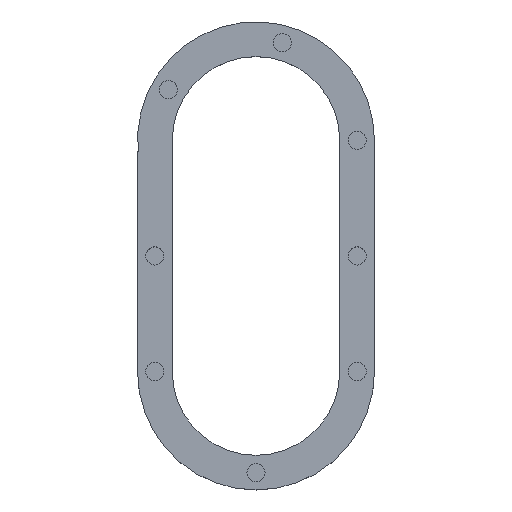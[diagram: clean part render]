
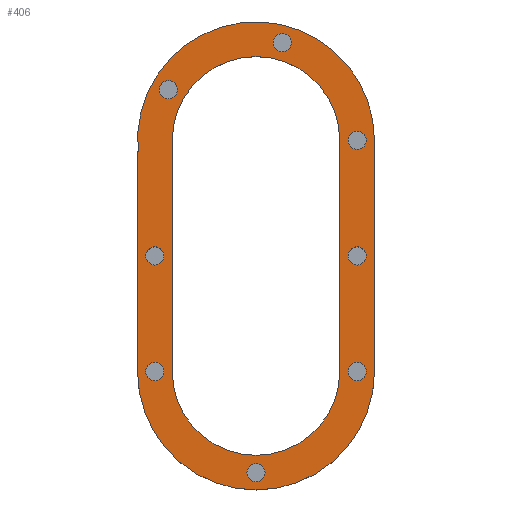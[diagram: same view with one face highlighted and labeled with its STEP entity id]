
A CAD part, top view. The second image highlights one B-rep face of the part: STEP entity #406.
In plain terms, the highlighted planar face has unit normal (0, 0, 1).
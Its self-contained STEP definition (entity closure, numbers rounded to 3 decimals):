
#15=FACE_BOUND('',#93,.T.);
#16=FACE_BOUND('',#94,.T.);
#17=FACE_BOUND('',#95,.T.);
#18=FACE_BOUND('',#96,.T.);
#19=FACE_BOUND('',#97,.T.);
#20=FACE_BOUND('',#98,.T.);
#21=FACE_BOUND('',#99,.T.);
#22=FACE_BOUND('',#100,.T.);
#23=FACE_BOUND('',#101,.T.);
#38=PLANE('',#471);
#65=FACE_OUTER_BOUND('',#92,.T.);
#92=EDGE_LOOP('',(#343,#344,#345,#346,#347));
#93=EDGE_LOOP('',(#348));
#94=EDGE_LOOP('',(#349));
#95=EDGE_LOOP('',(#350));
#96=EDGE_LOOP('',(#351));
#97=EDGE_LOOP('',(#352));
#98=EDGE_LOOP('',(#353));
#99=EDGE_LOOP('',(#354));
#100=EDGE_LOOP('',(#355));
#101=EDGE_LOOP('',(#356,#357,#358,#359));
#114=LINE('',#668,#141);
#118=LINE('',#680,#145);
#123=LINE('',#698,#150);
#127=LINE('',#710,#154);
#130=LINE('',#714,#157);
#141=VECTOR('',#551,10.);
#145=VECTOR('',#563,10.);
#150=VECTOR('',#582,10.);
#154=VECTOR('',#594,10.);
#157=VECTOR('',#599,10.);
#158=CIRCLE('',#423,3.15);
#160=CIRCLE('',#427,3.15);
#162=CIRCLE('',#431,3.15);
#164=CIRCLE('',#435,3.15);
#166=CIRCLE('',#439,3.15);
#168=CIRCLE('',#443,3.15);
#170=CIRCLE('',#447,3.15);
#172=CIRCLE('',#451,3.15);
#175=CIRCLE('',#457,29.);
#177=CIRCLE('',#461,29.);
#179=CIRCLE('',#464,41.);
#181=CIRCLE('',#468,41.);
#182=VERTEX_POINT('',#606);
#184=VERTEX_POINT('',#613);
#186=VERTEX_POINT('',#620);
#188=VERTEX_POINT('',#627);
#190=VERTEX_POINT('',#634);
#192=VERTEX_POINT('',#641);
#194=VERTEX_POINT('',#648);
#196=VERTEX_POINT('',#655);
#200=VERTEX_POINT('',#665);
#201=VERTEX_POINT('',#667);
#203=VERTEX_POINT('',#673);
#205=VERTEX_POINT('',#679);
#208=VERTEX_POINT('',#689);
#209=VERTEX_POINT('',#691);
#211=VERTEX_POINT('',#697);
#213=VERTEX_POINT('',#703);
#215=VERTEX_POINT('',#709);
#216=EDGE_CURVE('',#182,#182,#158,.T.);
#219=EDGE_CURVE('',#184,#184,#160,.T.);
#222=EDGE_CURVE('',#186,#186,#162,.T.);
#225=EDGE_CURVE('',#188,#188,#164,.T.);
#228=EDGE_CURVE('',#190,#190,#166,.T.);
#231=EDGE_CURVE('',#192,#192,#168,.T.);
#234=EDGE_CURVE('',#194,#194,#170,.T.);
#237=EDGE_CURVE('',#196,#196,#172,.T.);
#242=EDGE_CURVE('',#201,#200,#114,.T.);
#245=EDGE_CURVE('',#203,#201,#175,.T.);
#248=EDGE_CURVE('',#205,#203,#118,.T.);
#251=EDGE_CURVE('',#200,#205,#177,.T.);
#254=EDGE_CURVE('',#209,#208,#179,.T.);
#257=EDGE_CURVE('',#211,#209,#123,.T.);
#260=EDGE_CURVE('',#213,#211,#181,.T.);
#263=EDGE_CURVE('',#215,#213,#127,.T.);
#266=EDGE_CURVE('',#208,#215,#130,.T.);
#343=ORIENTED_EDGE('',*,*,#266,.T.);
#344=ORIENTED_EDGE('',*,*,#263,.T.);
#345=ORIENTED_EDGE('',*,*,#260,.T.);
#346=ORIENTED_EDGE('',*,*,#257,.T.);
#347=ORIENTED_EDGE('',*,*,#254,.T.);
#348=ORIENTED_EDGE('',*,*,#216,.T.);
#349=ORIENTED_EDGE('',*,*,#219,.T.);
#350=ORIENTED_EDGE('',*,*,#222,.T.);
#351=ORIENTED_EDGE('',*,*,#225,.T.);
#352=ORIENTED_EDGE('',*,*,#228,.T.);
#353=ORIENTED_EDGE('',*,*,#231,.T.);
#354=ORIENTED_EDGE('',*,*,#234,.T.);
#355=ORIENTED_EDGE('',*,*,#237,.T.);
#356=ORIENTED_EDGE('',*,*,#251,.T.);
#357=ORIENTED_EDGE('',*,*,#248,.T.);
#358=ORIENTED_EDGE('',*,*,#245,.T.);
#359=ORIENTED_EDGE('',*,*,#242,.T.);
#406=ADVANCED_FACE('',(#65,#15,#16,#17,#18,#19,#20,#21,#22,#23),#38,.T.);
#423=AXIS2_PLACEMENT_3D('',#607,#477,#478);
#427=AXIS2_PLACEMENT_3D('',#614,#486,#487);
#431=AXIS2_PLACEMENT_3D('',#621,#495,#496);
#435=AXIS2_PLACEMENT_3D('',#628,#504,#505);
#439=AXIS2_PLACEMENT_3D('',#635,#513,#514);
#443=AXIS2_PLACEMENT_3D('',#642,#522,#523);
#447=AXIS2_PLACEMENT_3D('',#649,#531,#532);
#451=AXIS2_PLACEMENT_3D('',#656,#540,#541);
#457=AXIS2_PLACEMENT_3D('',#674,#557,#558);
#461=AXIS2_PLACEMENT_3D('',#684,#569,#570);
#464=AXIS2_PLACEMENT_3D('',#692,#576,#577);
#468=AXIS2_PLACEMENT_3D('',#704,#588,#589);
#471=AXIS2_PLACEMENT_3D('',#715,#600,#601);
#477=DIRECTION('center_axis',(0.,0.,
-1.));
#478=DIRECTION('ref_axis',(-1.,0.,0.));
#486=DIRECTION('center_axis',(0.,0.,
-1.));
#487=DIRECTION('ref_axis',(-1.,0.,0.));
#495=DIRECTION('center_axis',(0.,0.,
-1.));
#496=DIRECTION('ref_axis',(-1.,0.,0.));
#504=DIRECTION('center_axis',(0.,0.,
-1.));
#505=DIRECTION('ref_axis',(-1.,0.,0.));
#513=DIRECTION('center_axis',(0.,0.,
-1.));
#514=DIRECTION('ref_axis',(-1.,0.,0.));
#522=DIRECTION('center_axis',(0.,0.,
-1.));
#523=DIRECTION('ref_axis',(-1.,0.,0.));
#531=DIRECTION('center_axis',(0.,0.,
-1.));
#532=DIRECTION('ref_axis',(-1.,0.,0.));
#540=DIRECTION('center_axis',(0.,0.,
-1.));
#541=DIRECTION('ref_axis',(-1.,0.,0.));
#551=DIRECTION('',(0.,-1.,0.));
#557=DIRECTION('center_axis',(0.,0.,
-1.));
#558=DIRECTION('ref_axis',(-1.,0.,0.));
#563=DIRECTION('',(0.,1.,0.));
#569=DIRECTION('center_axis',(0.,0.,
-1.));
#570=DIRECTION('ref_axis',(-1.,0.,0.));
#576=DIRECTION('center_axis',(0.,0.,
1.));
#577=DIRECTION('ref_axis',(-1.,0.,0.));
#582=DIRECTION('',(0.,1.,0.));
#588=DIRECTION('center_axis',(0.,0.,
1.));
#589=DIRECTION('ref_axis',(-1.,0.,0.));
#594=DIRECTION('',(0.,-1.,0.));
#599=DIRECTION('',(-1.,0.,0.));
#600=DIRECTION('center_axis',(0.,0.,
1.));
#601=DIRECTION('ref_axis',(-1.,0.,0.));
#606=CARTESIAN_POINT('',(175.439,-80.,10.5));
#607=CARTESIAN_POINT('Origin',(172.289,-80.,10.5));
#613=CARTESIAN_POINT('',(105.439,-40.,10.5));
#614=CARTESIAN_POINT('Origin',(102.289,-40.,10.5));
#620=CARTESIAN_POINT('',(175.439,-40.,10.5));
#621=CARTESIAN_POINT('Origin',(172.289,-40.,10.5));
#627=CARTESIAN_POINT('',(105.439,-80.,10.5));
#628=CARTESIAN_POINT('Origin',(102.289,-80.,10.5));
#634=CARTESIAN_POINT('',(149.497,33.807,10.5));
#635=CARTESIAN_POINT('Origin',(146.347,33.807,10.5));
#641=CARTESIAN_POINT('',(110.128,17.5,10.5));
#642=CARTESIAN_POINT('Origin',(106.978,17.5,10.5));
#648=CARTESIAN_POINT('',(175.439,0.,10.5));
#649=CARTESIAN_POINT('Origin',(172.289,0.,10.5));
#655=CARTESIAN_POINT('',(140.439,-115.,10.5));
#656=CARTESIAN_POINT('Origin',(137.289,-115.,10.5));
#665=CARTESIAN_POINT('',(166.289,-80.,10.5));
#667=CARTESIAN_POINT('',(166.289,0.,10.5));
#668=CARTESIAN_POINT('',(166.289,-80.,10.5));
#673=CARTESIAN_POINT('',(108.289,0.,10.5));
#674=CARTESIAN_POINT('Origin',(137.289,0.,10.5));
#679=CARTESIAN_POINT('',(108.289,-80.,10.5));
#680=CARTESIAN_POINT('',(108.289,-19.,10.5));
#684=CARTESIAN_POINT('Origin',(137.289,-80.,10.5));
#689=CARTESIAN_POINT('',(96.484,-4.,10.5));
#691=CARTESIAN_POINT('',(178.289,0.,10.5));
#692=CARTESIAN_POINT('Origin',(137.289,0.,10.5));
#697=CARTESIAN_POINT('',(178.289,-80.,10.5));
#698=CARTESIAN_POINT('',(178.289,-80.,10.5));
#703=CARTESIAN_POINT('',(96.289,-80.,10.5));
#704=CARTESIAN_POINT('Origin',(137.289,-80.,10.5));
#709=CARTESIAN_POINT('',(96.289,-4.,10.5));
#710=CARTESIAN_POINT('',(96.289,0.,10.5));
#714=CARTESIAN_POINT('',(110.081,-4.,10.5));
#715=CARTESIAN_POINT('Origin',(137.289,-40.,10.5));
